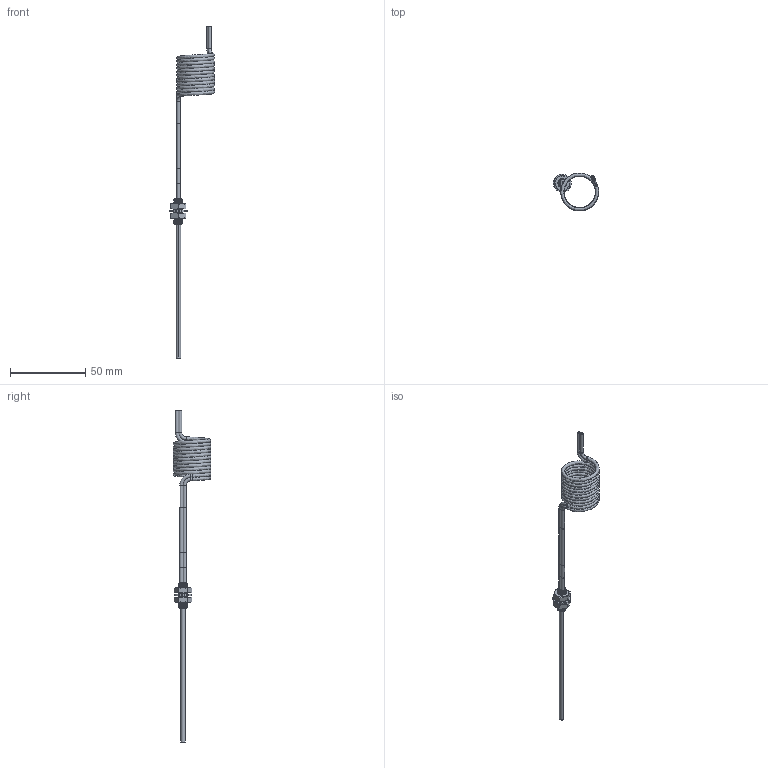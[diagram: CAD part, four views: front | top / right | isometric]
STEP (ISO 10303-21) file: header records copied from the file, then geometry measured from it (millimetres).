
FILE_DESCRIPTION((''),'2;1');
FILE_NAME('193962_ASM','2016-03-09T',('pdmadmin'),(''),'PRO/ENGINEER BY PARAMETRIC TECHNOLOGY CORPORATION, 2013230','PRO/ENGINEER BY PARAMETRIC TECHNOLOGY CORPORATION, 2013230','');
FILE_SCHEMA(('CONFIG_CONTROL_DESIGN'));
Length unit declared in the file: inch
Products named in the file (11): 13958; 10147; FIBER_CORE_1MM; 10147_BARE_CORE67; 10147_ASM; 10150; 13969; 08395; 08398_M6X0_75_HEX_JAM_NUT_SS_; 26088_ASM; 193962_ASM
Assembly tree (13 placements, depth 4):
  193962_ASM
    26088_ASM
      13958
      10147_ASM
        10147
        FIBER_CORE_1MM  x2
        10147_BARE_CORE67  x2
      10150
      13969
      08395
      08398_M6X0_75_HEX_JAM_NUT_SS_  x2
Bounding box: 30.05 x 25.18 x 220.92 mm (x, y, z)
Volume: 3987.1 mm3; surface area: 13145.4 mm2
Topology: 11 solids, 11 shells, 331 faces, 811 edges, 504 vertices
Faces by surface type: cylinder 149, cone 66, plane 60, bspline 36, torus 20
Entity records: 21758 total; most frequent: CARTESIAN_POINT 14874, ORIENTED_EDGE 1414, DIRECTION 1394, EDGE_CURVE 707, AXIS2_PLACEMENT_3D 556, VERTEX_POINT 446, EDGE_LOOP 297, VECTOR 282
